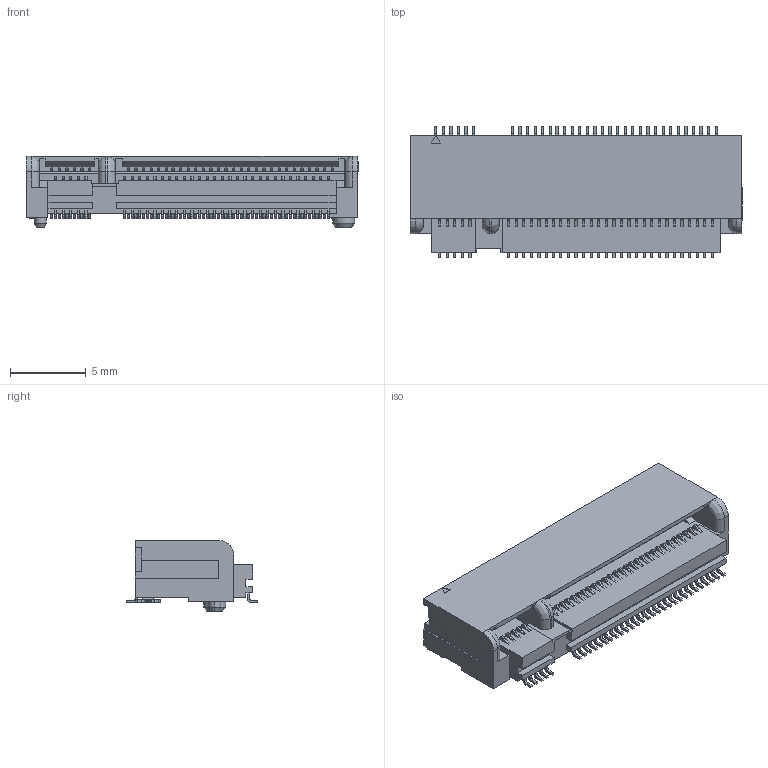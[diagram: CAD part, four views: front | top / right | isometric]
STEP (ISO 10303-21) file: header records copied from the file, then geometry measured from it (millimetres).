
FILE_DESCRIPTION (( 'STEP AP214' ), '1' );
FILE_NAME ('PCIE-SMD_TE_2199230-4.step', '2022-08-04T05:52:29', ( '' ), ( '' ), 'SwSTEP 2.0', 'SolidWorks 2020', '' );
FILE_SCHEMA (( 'AUTOMOTIVE_DESIGN' ));
Length unit declared in the file: millimetre
Products named in the file (1): PCIE-SMD_TE_2199230-4
Bounding box: 21.9 x 8.7 x 4.7 mm (x, y, z)
Volume: 499.6 mm3; surface area: 758 mm2
Topology: 14 solids, 14 shells, 1495 faces, 3950 edges, 2627 vertices
Faces by surface type: plane 1110, cylinder 265, bspline 115, cone 4, torus 1
Entity records: 63987 total; most frequent: CARTESIAN_POINT 10522, ORIENTED_EDGE 7900, DIRECTION 7006, EDGE_CURVE 3950, VECTOR 3168, LINE 3168, VERTEX_POINT 2627, AXIS2_PLACEMENT_3D 1919
